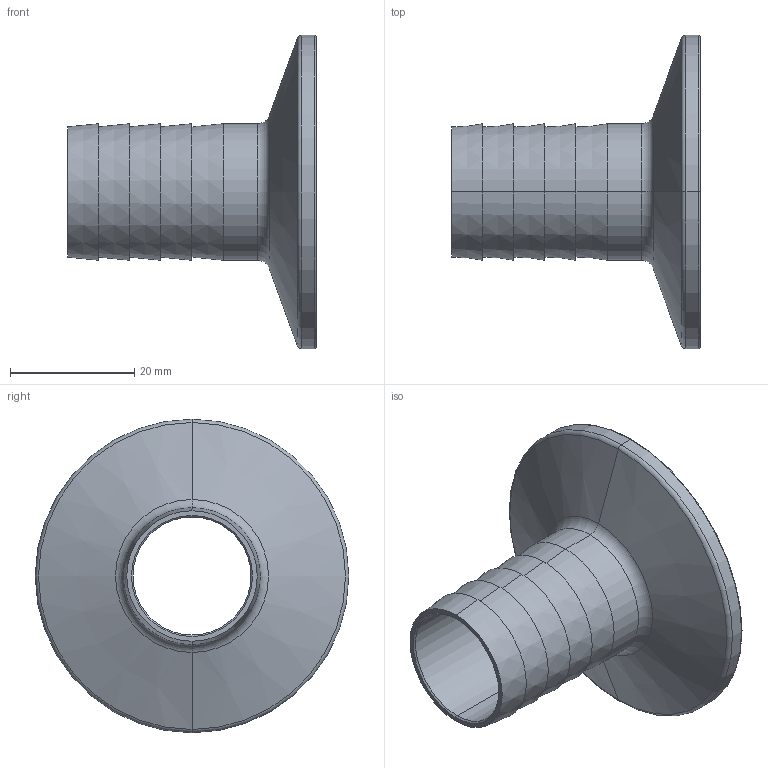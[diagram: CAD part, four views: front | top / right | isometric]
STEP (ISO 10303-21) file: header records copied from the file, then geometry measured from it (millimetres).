
FILE_DESCRIPTION (( 'STEP AP214' ), '1' );
FILE_NAME ('HT.100.022.STEP', '2020-03-27T11:46:34', ( '' ), ( '' ), 'SwSTEP 2.0', 'SolidWorks 2019', '' );
FILE_SCHEMA (( 'AUTOMOTIVE_DESIGN' ));
Length unit declared in the file: millimetre
Products named in the file (1): HT.100.022
Bounding box: 40 x 50.5 x 50.5 mm (x, y, z)
Volume: 10801 mm3; surface area: 8749.7 mm2
Topology: 1 solids, 1 shells, 45 faces, 90 edges, 52 vertices
Faces by surface type: cone 20, torus 12, plane 7, cylinder 6
Entity records: 1214 total; most frequent: DIRECTION 246, CARTESIAN_POINT 188, ORIENTED_EDGE 180, AXIS2_PLACEMENT_3D 110, EDGE_CURVE 90, CIRCLE 64, VERTEX_POINT 52, EDGE_LOOP 52
